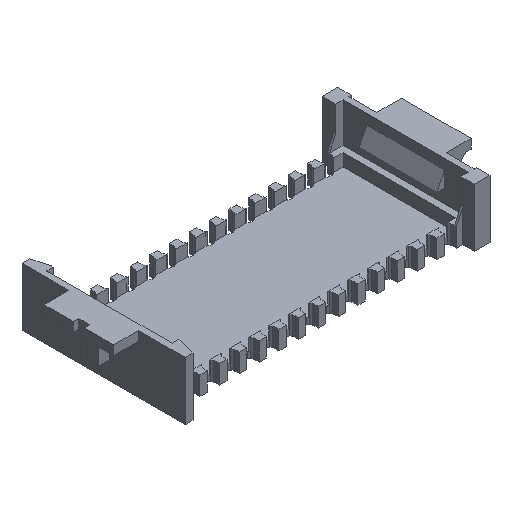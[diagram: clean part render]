
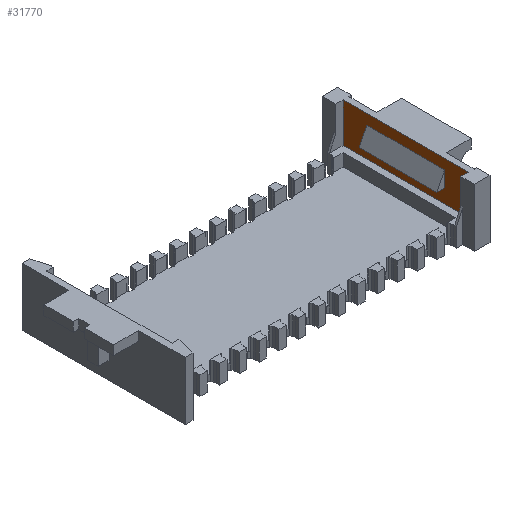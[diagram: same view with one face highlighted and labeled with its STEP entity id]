
A CAD part, isometric view. The second image highlights one B-rep face of the part: STEP entity #31770.
In plain terms, the highlighted planar face has unit normal (-1, 0, 0).
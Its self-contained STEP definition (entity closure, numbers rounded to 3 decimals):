
#14711 = PLANE('',#14712);
#14712 = AXIS2_PLACEMENT_3D('',#14713,#14714,#14715);
#14713 = CARTESIAN_POINT('',(-19.05,-8.05,-1.34));
#14714 = DIRECTION('',(0.,0.,1.));
#14715 = DIRECTION('',(1.,0.,0.));
#30496 = PLANE('',#30497);
#30497 = AXIS2_PLACEMENT_3D('',#30498,#30499,#30500);
#30498 = CARTESIAN_POINT('',(-19.05,8.05,-1.34));
#30499 = DIRECTION('',(0.,1.,0.));
#30500 = DIRECTION('',(0.,0.,1.));
#30548 = PLANE('',#30549);
#30549 = AXIS2_PLACEMENT_3D('',#30550,#30551,#30552);
#30550 = CARTESIAN_POINT('',(-19.05,-8.05,-1.34));
#30551 = DIRECTION('',(0.,1.,0.));
#30552 = DIRECTION('',(0.,0.,1.));
#31674 = VERTEX_POINT('',#31675);
#31675 = CARTESIAN_POINT('',(19.05,8.05,3.74));
#31689 = PLANE('',#31690);
#31690 = AXIS2_PLACEMENT_3D('',#31691,#31692,#31693);
#31691 = CARTESIAN_POINT('',(20.124,0.,3.74));
#31692 = DIRECTION('',(0.,0.,1.));
#31693 = DIRECTION('',(1.,0.,0.));
#31701 = EDGE_CURVE('',#31702,#31674,#31704,.T.);
#31702 = VERTEX_POINT('',#31703);
#31703 = CARTESIAN_POINT('',(19.05,8.05,-1.34));
#31704 = SURFACE_CURVE('',#31705,(#31709,#31716),.PCURVE_S1.);
#31705 = LINE('',#31706,#31707);
#31706 = CARTESIAN_POINT('',(19.05,8.05,-1.34));
#31707 = VECTOR('',#31708,1.);
#31708 = DIRECTION('',(0.,0.,1.));
#31709 = PCURVE('',#30496,#31710);
#31710 = DEFINITIONAL_REPRESENTATION('',(#31711),#31715);
#31711 = LINE('',#31712,#31713);
#31712 = CARTESIAN_POINT('',(0.,38.1));
#31713 = VECTOR('',#31714,1.);
#31714 = DIRECTION('',(1.,0.));
#31715 = ( GEOMETRIC_REPRESENTATION_CONTEXT(2) 
PARAMETRIC_REPRESENTATION_CONTEXT() REPRESENTATION_CONTEXT('2D SPACE',''
  ) );
#31716 = PCURVE('',#31717,#31722);
#31717 = PLANE('',#31718);
#31718 = AXIS2_PLACEMENT_3D('',#31719,#31720,#31721);
#31719 = CARTESIAN_POINT('',(19.05,-8.05,-1.34));
#31720 = DIRECTION('',(1.,0.,0.));
#31721 = DIRECTION('',(0.,0.,1.));
#31722 = DEFINITIONAL_REPRESENTATION('',(#31723),#31727);
#31723 = LINE('',#31724,#31725);
#31724 = CARTESIAN_POINT('',(0.,-16.1));
#31725 = VECTOR('',#31726,1.);
#31726 = DIRECTION('',(1.,0.));
#31727 = ( GEOMETRIC_REPRESENTATION_CONTEXT(2) 
PARAMETRIC_REPRESENTATION_CONTEXT() REPRESENTATION_CONTEXT('2D SPACE',''
  ) );
#31770 = ADVANCED_FACE('',(#31771,#31840),#31717,.F.);
#31771 = FACE_BOUND('',#31772,.F.);
#31772 = EDGE_LOOP('',(#31773,#31798,#31819,#31820));
#31773 = ORIENTED_EDGE('',*,*,#31774,.F.);
#31774 = EDGE_CURVE('',#31775,#31777,#31779,.T.);
#31775 = VERTEX_POINT('',#31776);
#31776 = CARTESIAN_POINT('',(19.05,-8.05,-1.34));
#31777 = VERTEX_POINT('',#31778);
#31778 = CARTESIAN_POINT('',(19.05,-8.05,3.74));
#31779 = SURFACE_CURVE('',#31780,(#31784,#31791),.PCURVE_S1.);
#31780 = LINE('',#31781,#31782);
#31781 = CARTESIAN_POINT('',(19.05,-8.05,-1.34));
#31782 = VECTOR('',#31783,1.);
#31783 = DIRECTION('',(0.,0.,1.));
#31784 = PCURVE('',#31717,#31785);
#31785 = DEFINITIONAL_REPRESENTATION('',(#31786),#31790);
#31786 = LINE('',#31787,#31788);
#31787 = CARTESIAN_POINT('',(0.,0.));
#31788 = VECTOR('',#31789,1.);
#31789 = DIRECTION('',(1.,0.));
#31790 = ( GEOMETRIC_REPRESENTATION_CONTEXT(2) 
PARAMETRIC_REPRESENTATION_CONTEXT() REPRESENTATION_CONTEXT('2D SPACE',''
  ) );
#31791 = PCURVE('',#30548,#31792);
#31792 = DEFINITIONAL_REPRESENTATION('',(#31793),#31797);
#31793 = LINE('',#31794,#31795);
#31794 = CARTESIAN_POINT('',(0.,38.1));
#31795 = VECTOR('',#31796,1.);
#31796 = DIRECTION('',(1.,0.));
#31797 = ( GEOMETRIC_REPRESENTATION_CONTEXT(2) 
PARAMETRIC_REPRESENTATION_CONTEXT() REPRESENTATION_CONTEXT('2D SPACE',''
  ) );
#31798 = ORIENTED_EDGE('',*,*,#31799,.T.);
#31799 = EDGE_CURVE('',#31775,#31702,#31800,.T.);
#31800 = SURFACE_CURVE('',#31801,(#31805,#31812),.PCURVE_S1.);
#31801 = LINE('',#31802,#31803);
#31802 = CARTESIAN_POINT('',(19.05,-8.05,-1.34));
#31803 = VECTOR('',#31804,1.);
#31804 = DIRECTION('',(0.,1.,0.));
#31805 = PCURVE('',#31717,#31806);
#31806 = DEFINITIONAL_REPRESENTATION('',(#31807),#31811);
#31807 = LINE('',#31808,#31809);
#31808 = CARTESIAN_POINT('',(0.,0.));
#31809 = VECTOR('',#31810,1.);
#31810 = DIRECTION('',(0.,-1.));
#31811 = ( GEOMETRIC_REPRESENTATION_CONTEXT(2) 
PARAMETRIC_REPRESENTATION_CONTEXT() REPRESENTATION_CONTEXT('2D SPACE',''
  ) );
#31812 = PCURVE('',#14711,#31813);
#31813 = DEFINITIONAL_REPRESENTATION('',(#31814),#31818);
#31814 = LINE('',#31815,#31816);
#31815 = CARTESIAN_POINT('',(38.1,0.));
#31816 = VECTOR('',#31817,1.);
#31817 = DIRECTION('',(0.,1.));
#31818 = ( GEOMETRIC_REPRESENTATION_CONTEXT(2) 
PARAMETRIC_REPRESENTATION_CONTEXT() REPRESENTATION_CONTEXT('2D SPACE',''
  ) );
#31819 = ORIENTED_EDGE('',*,*,#31701,.T.);
#31820 = ORIENTED_EDGE('',*,*,#31821,.F.);
#31821 = EDGE_CURVE('',#31777,#31674,#31822,.T.);
#31822 = SURFACE_CURVE('',#31823,(#31827,#31833),.PCURVE_S1.);
#31823 = LINE('',#31824,#31825);
#31824 = CARTESIAN_POINT('',(19.05,-8.175,3.74));
#31825 = VECTOR('',#31826,1.);
#31826 = DIRECTION('',(0.,1.,0.));
#31827 = PCURVE('',#31717,#31828);
#31828 = DEFINITIONAL_REPRESENTATION('',(#31829),#31832);
#31829 = B_SPLINE_CURVE_WITH_KNOTS('',1,(#31830,#31831),.UNSPECIFIED.,
  .F.,.F.,(2,2),(-1.485,17.835),.PIECEWISE_BEZIER_KNOTS.);
#31830 = CARTESIAN_POINT('',(5.08,1.61));
#31831 = CARTESIAN_POINT('',(5.08,-17.71));
#31832 = ( GEOMETRIC_REPRESENTATION_CONTEXT(2) 
PARAMETRIC_REPRESENTATION_CONTEXT() REPRESENTATION_CONTEXT('2D SPACE',''
  ) );
#31833 = PCURVE('',#31689,#31834);
#31834 = DEFINITIONAL_REPRESENTATION('',(#31835),#31839);
#31835 = LINE('',#31836,#31837);
#31836 = CARTESIAN_POINT('',(-1.074,-8.175));
#31837 = VECTOR('',#31838,1.);
#31838 = DIRECTION('',(0.,1.));
#31839 = ( GEOMETRIC_REPRESENTATION_CONTEXT(2) 
PARAMETRIC_REPRESENTATION_CONTEXT() REPRESENTATION_CONTEXT('2D SPACE',''
  ) );
#31840 = FACE_BOUND('',#31841,.F.);
#31841 = EDGE_LOOP('',(#31842,#31872,#31900,#31928));
#31842 = ORIENTED_EDGE('',*,*,#31843,.F.);
#31843 = EDGE_CURVE('',#31844,#31846,#31848,.T.);
#31844 = VERTEX_POINT('',#31845);
#31845 = CARTESIAN_POINT('',(19.05,5.,0.46));
#31846 = VERTEX_POINT('',#31847);
#31847 = CARTESIAN_POINT('',(19.05,5.,2.46));
#31848 = SURFACE_CURVE('',#31849,(#31853,#31860),.PCURVE_S1.);
#31849 = LINE('',#31850,#31851);
#31850 = CARTESIAN_POINT('',(19.05,5.,0.46));
#31851 = VECTOR('',#31852,1.);
#31852 = DIRECTION('',(0.,0.,1.));
#31853 = PCURVE('',#31717,#31854);
#31854 = DEFINITIONAL_REPRESENTATION('',(#31855),#31859);
#31855 = LINE('',#31856,#31857);
#31856 = CARTESIAN_POINT('',(1.8,-13.05));
#31857 = VECTOR('',#31858,1.);
#31858 = DIRECTION('',(1.,0.));
#31859 = ( GEOMETRIC_REPRESENTATION_CONTEXT(2) 
PARAMETRIC_REPRESENTATION_CONTEXT() REPRESENTATION_CONTEXT('2D SPACE',''
  ) );
#31860 = PCURVE('',#31861,#31866);
#31861 = PLANE('',#31862);
#31862 = AXIS2_PLACEMENT_3D('',#31863,#31864,#31865);
#31863 = CARTESIAN_POINT('',(18.741,5.,1.269));
#31864 = DIRECTION('',(0.,1.,0.));
#31865 = DIRECTION('',(-1.,0.,0.));
#31866 = DEFINITIONAL_REPRESENTATION('',(#31867),#31871);
#31867 = LINE('',#31868,#31869);
#31868 = CARTESIAN_POINT('',(-0.309,-0.809));
#31869 = VECTOR('',#31870,1.);
#31870 = DIRECTION('',(-0.,1.));
#31871 = ( GEOMETRIC_REPRESENTATION_CONTEXT(2) 
PARAMETRIC_REPRESENTATION_CONTEXT() REPRESENTATION_CONTEXT('2D SPACE',''
  ) );
#31872 = ORIENTED_EDGE('',*,*,#31873,.T.);
#31873 = EDGE_CURVE('',#31844,#31874,#31876,.T.);
#31874 = VERTEX_POINT('',#31875);
#31875 = CARTESIAN_POINT('',(19.05,-5.,0.46));
#31876 = SURFACE_CURVE('',#31877,(#31881,#31888),.PCURVE_S1.);
#31877 = LINE('',#31878,#31879);
#31878 = CARTESIAN_POINT('',(19.05,5.,0.46));
#31879 = VECTOR('',#31880,1.);
#31880 = DIRECTION('',(0.,-1.,0.));
#31881 = PCURVE('',#31717,#31882);
#31882 = DEFINITIONAL_REPRESENTATION('',(#31883),#31887);
#31883 = LINE('',#31884,#31885);
#31884 = CARTESIAN_POINT('',(1.8,-13.05));
#31885 = VECTOR('',#31886,1.);
#31886 = DIRECTION('',(0.,1.));
#31887 = ( GEOMETRIC_REPRESENTATION_CONTEXT(2) 
PARAMETRIC_REPRESENTATION_CONTEXT() REPRESENTATION_CONTEXT('2D SPACE',''
  ) );
#31888 = PCURVE('',#31889,#31894);
#31889 = PLANE('',#31890);
#31890 = AXIS2_PLACEMENT_3D('',#31891,#31892,#31893);
#31891 = CARTESIAN_POINT('',(18.05,5.,0.46));
#31892 = DIRECTION('',(-0.,0.,-1.));
#31893 = DIRECTION('',(-1.,0.,0.));
#31894 = DEFINITIONAL_REPRESENTATION('',(#31895),#31899);
#31895 = LINE('',#31896,#31897);
#31896 = CARTESIAN_POINT('',(-1.,0.));
#31897 = VECTOR('',#31898,1.);
#31898 = DIRECTION('',(-0.,-1.));
#31899 = ( GEOMETRIC_REPRESENTATION_CONTEXT(2) 
PARAMETRIC_REPRESENTATION_CONTEXT() REPRESENTATION_CONTEXT('2D SPACE',''
  ) );
#31900 = ORIENTED_EDGE('',*,*,#31901,.T.);
#31901 = EDGE_CURVE('',#31874,#31902,#31904,.T.);
#31902 = VERTEX_POINT('',#31903);
#31903 = CARTESIAN_POINT('',(19.05,-5.,2.46));
#31904 = SURFACE_CURVE('',#31905,(#31909,#31916),.PCURVE_S1.);
#31905 = LINE('',#31906,#31907);
#31906 = CARTESIAN_POINT('',(19.05,-5.,0.46));
#31907 = VECTOR('',#31908,1.);
#31908 = DIRECTION('',(0.,0.,1.));
#31909 = PCURVE('',#31717,#31910);
#31910 = DEFINITIONAL_REPRESENTATION('',(#31911),#31915);
#31911 = LINE('',#31912,#31913);
#31912 = CARTESIAN_POINT('',(1.8,-3.05));
#31913 = VECTOR('',#31914,1.);
#31914 = DIRECTION('',(1.,0.));
#31915 = ( GEOMETRIC_REPRESENTATION_CONTEXT(2) 
PARAMETRIC_REPRESENTATION_CONTEXT() REPRESENTATION_CONTEXT('2D SPACE',''
  ) );
#31916 = PCURVE('',#31917,#31922);
#31917 = PLANE('',#31918);
#31918 = AXIS2_PLACEMENT_3D('',#31919,#31920,#31921);
#31919 = CARTESIAN_POINT('',(18.741,-5.,1.269));
#31920 = DIRECTION('',(0.,1.,0.));
#31921 = DIRECTION('',(-1.,0.,0.));
#31922 = DEFINITIONAL_REPRESENTATION('',(#31923),#31927);
#31923 = LINE('',#31924,#31925);
#31924 = CARTESIAN_POINT('',(-0.309,-0.809));
#31925 = VECTOR('',#31926,1.);
#31926 = DIRECTION('',(-0.,1.));
#31927 = ( GEOMETRIC_REPRESENTATION_CONTEXT(2) 
PARAMETRIC_REPRESENTATION_CONTEXT() REPRESENTATION_CONTEXT('2D SPACE',''
  ) );
#31928 = ORIENTED_EDGE('',*,*,#31929,.F.);
#31929 = EDGE_CURVE('',#31846,#31902,#31930,.T.);
#31930 = SURFACE_CURVE('',#31931,(#31935,#31942),.PCURVE_S1.);
#31931 = LINE('',#31932,#31933);
#31932 = CARTESIAN_POINT('',(19.05,5.,2.46));
#31933 = VECTOR('',#31934,1.);
#31934 = DIRECTION('',(0.,-1.,0.));
#31935 = PCURVE('',#31717,#31936);
#31936 = DEFINITIONAL_REPRESENTATION('',(#31937),#31941);
#31937 = LINE('',#31938,#31939);
#31938 = CARTESIAN_POINT('',(3.8,-13.05));
#31939 = VECTOR('',#31940,1.);
#31940 = DIRECTION('',(0.,1.));
#31941 = ( GEOMETRIC_REPRESENTATION_CONTEXT(2) 
PARAMETRIC_REPRESENTATION_CONTEXT() REPRESENTATION_CONTEXT('2D SPACE',''
  ) );
#31942 = PCURVE('',#31943,#31948);
#31943 = PLANE('',#31944);
#31944 = AXIS2_PLACEMENT_3D('',#31945,#31946,#31947);
#31945 = CARTESIAN_POINT('',(19.05,5.,2.46));
#31946 = DIRECTION('',(-0.894,0.,0.447));
#31947 = DIRECTION('',(0.447,0.,0.894));
#31948 = DEFINITIONAL_REPRESENTATION('',(#31949),#31953);
#31949 = LINE('',#31950,#31951);
#31950 = CARTESIAN_POINT('',(0.,-0.));
#31951 = VECTOR('',#31952,1.);
#31952 = DIRECTION('',(-0.,-1.));
#31953 = ( GEOMETRIC_REPRESENTATION_CONTEXT(2) 
PARAMETRIC_REPRESENTATION_CONTEXT() REPRESENTATION_CONTEXT('2D SPACE',''
  ) );
